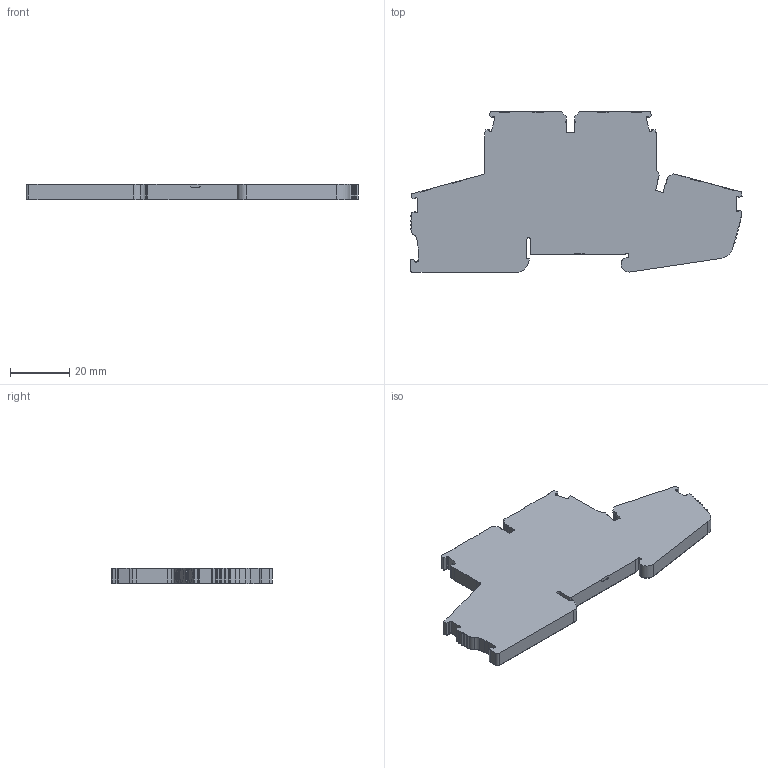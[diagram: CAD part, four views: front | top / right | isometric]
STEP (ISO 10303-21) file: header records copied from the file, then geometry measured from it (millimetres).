
FILE_DESCRIPTION (( 'STEP AP203' ), '1' );
FILE_NAME ('KN-PD25-2-2-25.step', '2025-04-29T14:19:15', ( '' ), ( '' ), 'SwSTEP 2.0', 'SolidWorks 2024', '' );
FILE_SCHEMA (( 'CONFIG_CONTROL_DESIGN' ));
Length unit declared in the file: inch
Products named in the file (1): KN-PD25-2-2-25
Bounding box: 112.32 x 54.37 x 5.15 mm (x, y, z)
Volume: 22233.6 mm3; surface area: 10718.5 mm2
Topology: 1 solids, 1 shells, 1052 faces, 3021 edges, 1965 vertices
Faces by surface type: plane 494, cylinder 422, bspline 112, cone 24
Entity records: 35702 total; most frequent: CARTESIAN_POINT 8356, ORIENTED_EDGE 5978, DIRECTION 5543, EDGE_CURVE 2989, VERTEX_POINT 1965, AXIS2_PLACEMENT_3D 1872, VECTOR 1799, LINE 1799
